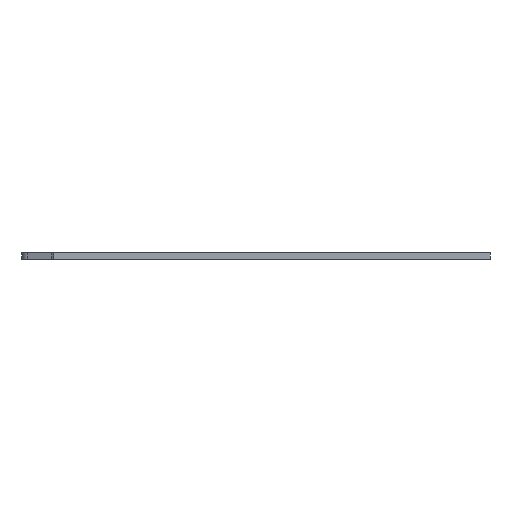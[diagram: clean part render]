
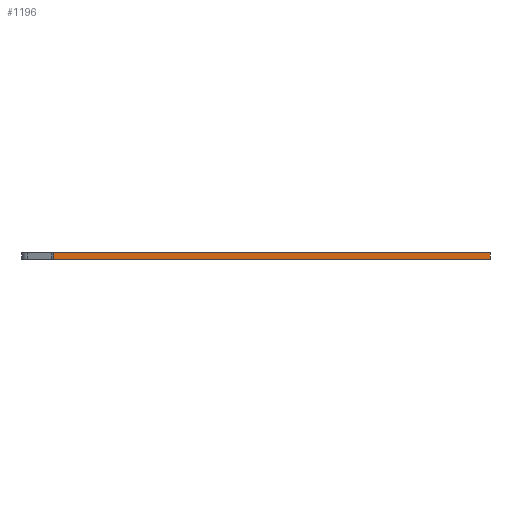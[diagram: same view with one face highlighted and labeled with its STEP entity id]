
A CAD part, front view. The second image highlights one B-rep face of the part: STEP entity #1196.
In plain terms, the highlighted planar face has unit normal (0, -1, 0).
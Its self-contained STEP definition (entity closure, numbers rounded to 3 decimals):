
#55 = PLANE('',#56);
#56 = AXIS2_PLACEMENT_3D('',#57,#58,#59);
#57 = CARTESIAN_POINT('',(-46.376,-150.,0.));
#58 = DIRECTION('',(-1.,0.,0.));
#59 = DIRECTION('',(0.,1.,0.));
#84 = PLANE('',#85);
#85 = AXIS2_PLACEMENT_3D('',#86,#87,#88);
#86 = CARTESIAN_POINT('',(3.456,-0.261,1.6));
#87 = DIRECTION('',(-0.,-0.,-1.));
#88 = DIRECTION('',(-1.,0.,0.));
#143 = PLANE('',#144);
#144 = AXIS2_PLACEMENT_3D('',#145,#146,#147);
#145 = CARTESIAN_POINT('',(3.456,-0.261,0.));
#146 = DIRECTION('',(-0.,-0.,-1.));
#147 = DIRECTION('',(-1.,0.,0.));
#1056 = PLANE('',#1057);
#1057 = AXIS2_PLACEMENT_3D('',#1058,#1059,#1060);
#1058 = CARTESIAN_POINT('',(53.624,-16.84,0.));
#1059 = DIRECTION('',(1.,0.,-0.));
#1060 = DIRECTION('',(0.,-1.,0.));
#1126 = VERTEX_POINT('',#1127);
#1127 = CARTESIAN_POINT('',(53.624,-150.,1.6));
#1148 = EDGE_CURVE('',#1149,#1126,#1151,.T.);
#1149 = VERTEX_POINT('',#1150);
#1150 = CARTESIAN_POINT('',(53.624,-150.,0.));
#1151 = SURFACE_CURVE('',#1152,(#1156,#1163),.PCURVE_S1.);
#1152 = LINE('',#1153,#1154);
#1153 = CARTESIAN_POINT('',(53.624,-150.,0.));
#1154 = VECTOR('',#1155,1.);
#1155 = DIRECTION('',(0.,0.,1.));
#1156 = PCURVE('',#1056,#1157);
#1157 = DEFINITIONAL_REPRESENTATION('',(#1158),#1162);
#1158 = LINE('',#1159,#1160);
#1159 = CARTESIAN_POINT('',(133.16,0.));
#1160 = VECTOR('',#1161,1.);
#1161 = DIRECTION('',(0.,-1.));
#1162 = ( GEOMETRIC_REPRESENTATION_CONTEXT(2) 
PARAMETRIC_REPRESENTATION_CONTEXT() REPRESENTATION_CONTEXT('2D SPACE',''
  ) );
#1163 = PCURVE('',#1164,#1169);
#1164 = PLANE('',#1165);
#1165 = AXIS2_PLACEMENT_3D('',#1166,#1167,#1168);
#1166 = CARTESIAN_POINT('',(53.624,-150.,0.));
#1167 = DIRECTION('',(0.,-1.,0.));
#1168 = DIRECTION('',(-1.,0.,0.));
#1169 = DEFINITIONAL_REPRESENTATION('',(#1170),#1174);
#1170 = LINE('',#1171,#1172);
#1171 = CARTESIAN_POINT('',(0.,-0.));
#1172 = VECTOR('',#1173,1.);
#1173 = DIRECTION('',(0.,-1.));
#1174 = ( GEOMETRIC_REPRESENTATION_CONTEXT(2) 
PARAMETRIC_REPRESENTATION_CONTEXT() REPRESENTATION_CONTEXT('2D SPACE',''
  ) );
#1196 = ADVANCED_FACE('',(#1197),#1164,.T.);
#1197 = FACE_BOUND('',#1198,.T.);
#1198 = EDGE_LOOP('',(#1199,#1200,#1223,#1246));
#1199 = ORIENTED_EDGE('',*,*,#1148,.T.);
#1200 = ORIENTED_EDGE('',*,*,#1201,.T.);
#1201 = EDGE_CURVE('',#1126,#1202,#1204,.T.);
#1202 = VERTEX_POINT('',#1203);
#1203 = CARTESIAN_POINT('',(-46.376,-150.,1.6));
#1204 = SURFACE_CURVE('',#1205,(#1209,#1216),.PCURVE_S1.);
#1205 = LINE('',#1206,#1207);
#1206 = CARTESIAN_POINT('',(53.624,-150.,1.6));
#1207 = VECTOR('',#1208,1.);
#1208 = DIRECTION('',(-1.,0.,0.));
#1209 = PCURVE('',#1164,#1210);
#1210 = DEFINITIONAL_REPRESENTATION('',(#1211),#1215);
#1211 = LINE('',#1212,#1213);
#1212 = CARTESIAN_POINT('',(0.,-1.6));
#1213 = VECTOR('',#1214,1.);
#1214 = DIRECTION('',(1.,0.));
#1215 = ( GEOMETRIC_REPRESENTATION_CONTEXT(2) 
PARAMETRIC_REPRESENTATION_CONTEXT() REPRESENTATION_CONTEXT('2D SPACE',''
  ) );
#1216 = PCURVE('',#84,#1217);
#1217 = DEFINITIONAL_REPRESENTATION('',(#1218),#1222);
#1218 = LINE('',#1219,#1220);
#1219 = CARTESIAN_POINT('',(-50.168,-149.739));
#1220 = VECTOR('',#1221,1.);
#1221 = DIRECTION('',(1.,0.));
#1222 = ( GEOMETRIC_REPRESENTATION_CONTEXT(2) 
PARAMETRIC_REPRESENTATION_CONTEXT() REPRESENTATION_CONTEXT('2D SPACE',''
  ) );
#1223 = ORIENTED_EDGE('',*,*,#1224,.F.);
#1224 = EDGE_CURVE('',#1225,#1202,#1227,.T.);
#1225 = VERTEX_POINT('',#1226);
#1226 = CARTESIAN_POINT('',(-46.376,-150.,0.));
#1227 = SURFACE_CURVE('',#1228,(#1232,#1239),.PCURVE_S1.);
#1228 = LINE('',#1229,#1230);
#1229 = CARTESIAN_POINT('',(-46.376,-150.,0.));
#1230 = VECTOR('',#1231,1.);
#1231 = DIRECTION('',(0.,0.,1.));
#1232 = PCURVE('',#1164,#1233);
#1233 = DEFINITIONAL_REPRESENTATION('',(#1234),#1238);
#1234 = LINE('',#1235,#1236);
#1235 = CARTESIAN_POINT('',(100.,0.));
#1236 = VECTOR('',#1237,1.);
#1237 = DIRECTION('',(0.,-1.));
#1238 = ( GEOMETRIC_REPRESENTATION_CONTEXT(2) 
PARAMETRIC_REPRESENTATION_CONTEXT() REPRESENTATION_CONTEXT('2D SPACE',''
  ) );
#1239 = PCURVE('',#55,#1240);
#1240 = DEFINITIONAL_REPRESENTATION('',(#1241),#1245);
#1241 = LINE('',#1242,#1243);
#1242 = CARTESIAN_POINT('',(0.,0.));
#1243 = VECTOR('',#1244,1.);
#1244 = DIRECTION('',(0.,-1.));
#1245 = ( GEOMETRIC_REPRESENTATION_CONTEXT(2) 
PARAMETRIC_REPRESENTATION_CONTEXT() REPRESENTATION_CONTEXT('2D SPACE',''
  ) );
#1246 = ORIENTED_EDGE('',*,*,#1247,.F.);
#1247 = EDGE_CURVE('',#1149,#1225,#1248,.T.);
#1248 = SURFACE_CURVE('',#1249,(#1253,#1260),.PCURVE_S1.);
#1249 = LINE('',#1250,#1251);
#1250 = CARTESIAN_POINT('',(53.624,-150.,0.));
#1251 = VECTOR('',#1252,1.);
#1252 = DIRECTION('',(-1.,0.,0.));
#1253 = PCURVE('',#1164,#1254);
#1254 = DEFINITIONAL_REPRESENTATION('',(#1255),#1259);
#1255 = LINE('',#1256,#1257);
#1256 = CARTESIAN_POINT('',(0.,-0.));
#1257 = VECTOR('',#1258,1.);
#1258 = DIRECTION('',(1.,0.));
#1259 = ( GEOMETRIC_REPRESENTATION_CONTEXT(2) 
PARAMETRIC_REPRESENTATION_CONTEXT() REPRESENTATION_CONTEXT('2D SPACE',''
  ) );
#1260 = PCURVE('',#143,#1261);
#1261 = DEFINITIONAL_REPRESENTATION('',(#1262),#1266);
#1262 = LINE('',#1263,#1264);
#1263 = CARTESIAN_POINT('',(-50.168,-149.739));
#1264 = VECTOR('',#1265,1.);
#1265 = DIRECTION('',(1.,0.));
#1266 = ( GEOMETRIC_REPRESENTATION_CONTEXT(2) 
PARAMETRIC_REPRESENTATION_CONTEXT() REPRESENTATION_CONTEXT('2D SPACE',''
  ) );
